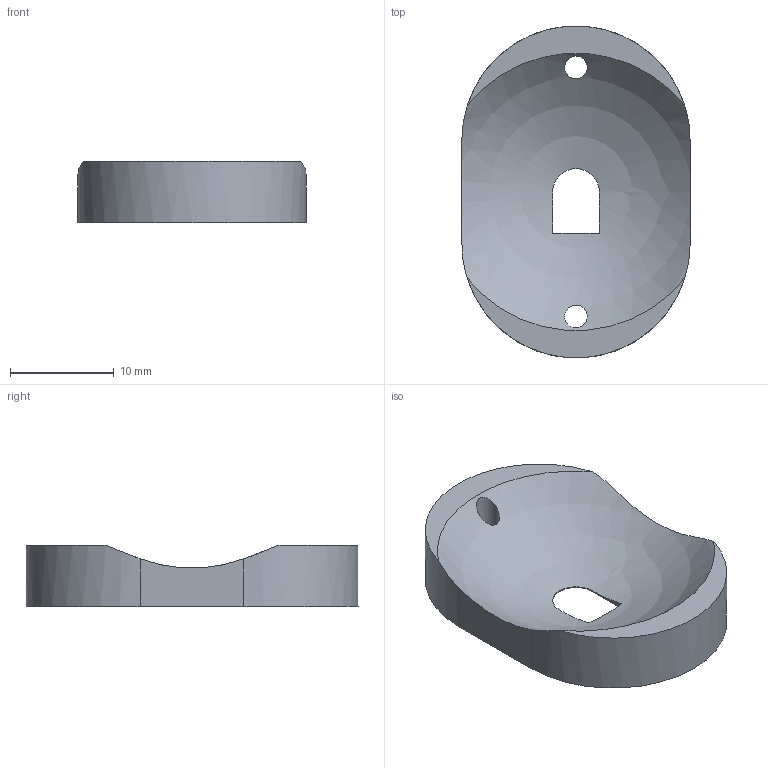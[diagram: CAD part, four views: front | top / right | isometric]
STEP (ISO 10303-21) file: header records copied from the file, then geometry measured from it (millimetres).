
FILE_DESCRIPTION(('Open CASCADE Model'),'2;1');
FILE_NAME('Open CASCADE Shape Model','2022-07-20T10:00:08',('Author'),( 'Open CASCADE'),'Open CASCADE STEP processor 7.4','Open CASCADE 7.4' ,'Unknown');
FILE_SCHEMA(('AUTOMOTIVE_DESIGN { 1 0 10303 214 1 1 1 1 }'));
Length unit declared in the file: millimetre
Products named in the file (1): Open CASCADE STEP translator 7.4 1
Bounding box: 22 x 32 x 5.9 mm (x, y, z)
Volume: 1768 mm3; surface area: 1769 mm2
Topology: 1 solids, 1 shells, 14 faces, 38 edges, 25 vertices
Faces by surface type: plane 8, cylinder 5, sphere 1
Full cylindrical faces by diameter (mm): 2.2 x2
Entity records: 1825 total; most frequent: CARTESIAN_POINT 1084, DIRECTION 126, ORIENTED_EDGE 76, PCURVE 76, DEFINITIONAL_REPRESENTATION 76, LINE 49, VECTOR 49, EDGE_CURVE 38
